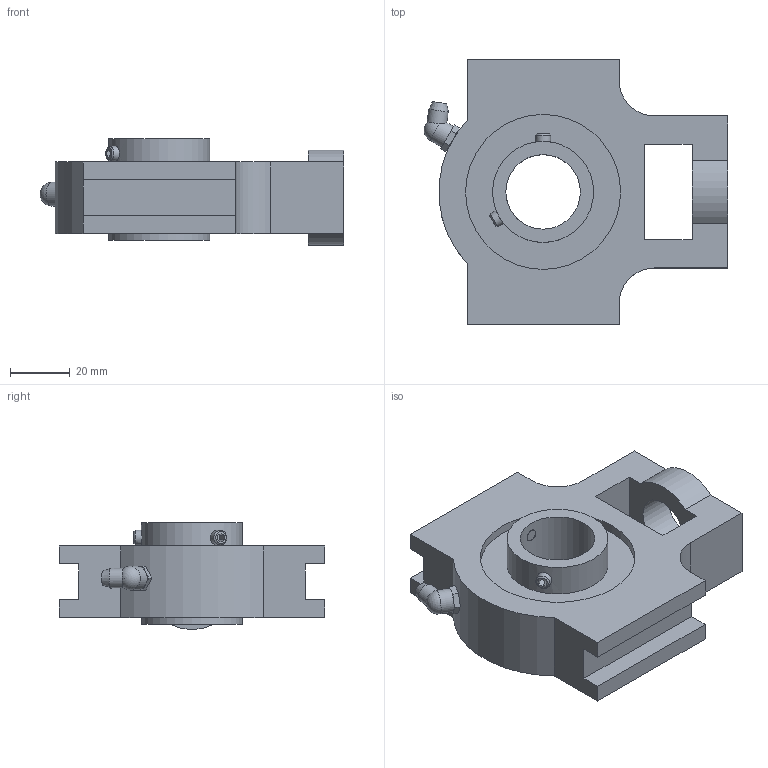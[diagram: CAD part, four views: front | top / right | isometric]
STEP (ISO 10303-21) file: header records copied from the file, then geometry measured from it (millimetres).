
FILE_DESCRIPTION( ( 'STEP AP203' ), '1' );
FILE_NAME( 'UCT205D1(25,D1).stp', '2019-08-08T07:44:47', ( '' ), ( '' ), ' ', 'PARTsolutions', ' ' );
FILE_SCHEMA( ( 'CONFIG_CONTROL_DESIGN' ) );
Length unit declared in the file: millimetre
Products named in the file (3): UCT205D1(25,D1); _UCT205D1UCT Housing; _GB-1/4-28UNFGNUCT
Assembly tree (2 placements, depth 2):
  UCT205D1(25,D1)
    _UCT205D1UCT Housing
    _GB-1/4-28UNFGNUCT
Bounding box: 101.92 x 89 x 35.75 mm (x, y, z)
Volume: 126121.4 mm3; surface area: 29581.8 mm2
Topology: 2 solids, 2 shells, 82 faces, 199 edges, 128 vertices
Faces by surface type: plane 59, cylinder 19, cone 3, sphere 1
Full cylindrical faces by diameter (mm): 5 x2, 6.6 x1, 8 x1, 19 x1, 25 x1, 33.9 x2, 52 x2
Entity records: 2636 total; most frequent: CARTESIAN_POINT 652, DIRECTION 384, ORIENTED_EDGE 362, EDGE_CURVE 181, LINE 134, VECTOR 134, AXIS2_PLACEMENT_3D 125, VERTEX_POINT 125
